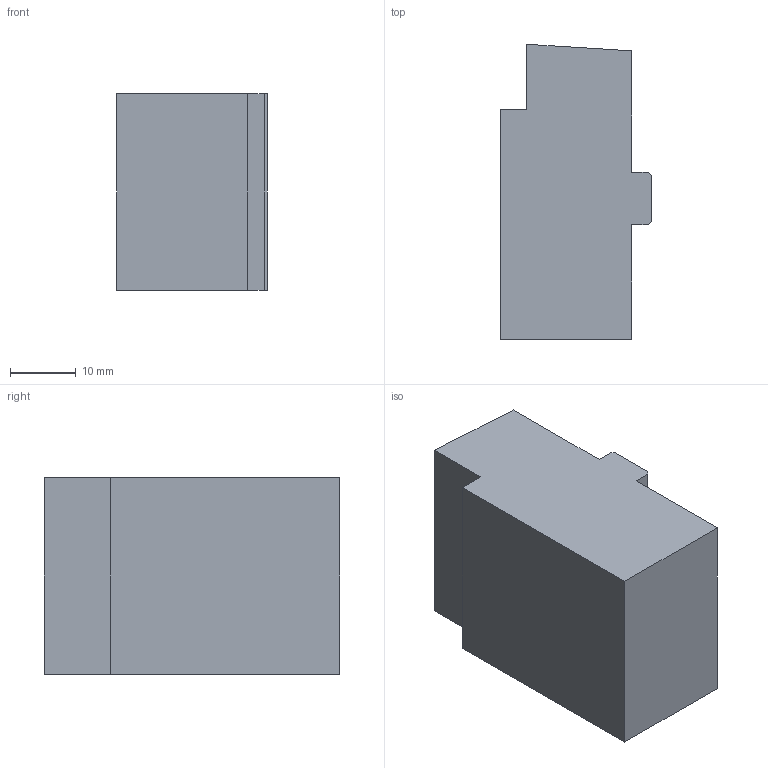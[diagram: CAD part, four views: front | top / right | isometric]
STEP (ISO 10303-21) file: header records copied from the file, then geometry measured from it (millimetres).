
FILE_DESCRIPTION (( 'STEP AP203' ), '1' );
FILE_NAME ('F0862-400-001.STEP', '2023-11-14T12:40:49', ( '' ), ( '' ), 'SwSTEP 2.0', 'SolidWorks 2021', '' );
FILE_SCHEMA (( 'CONFIG_CONTROL_DESIGN' ));
Length unit declared in the file: millimetre
Products named in the file (1): F0862-400-001
Bounding box: 23 x 45 x 30 mm (x, y, z)
Volume: 25870 mm3; surface area: 6102.3 mm2
Topology: 1 solids, 1 shells, 18 faces, 46 edges, 29 vertices
Faces by surface type: plane 14, cylinder 2, cone 2
Entity records: 601 total; most frequent: CARTESIAN_POINT 92, ORIENTED_EDGE 88, DIRECTION 86, EDGE_CURVE 44, VECTOR 40, LINE 40, VERTEX_POINT 29, AXIS2_PLACEMENT_3D 23
